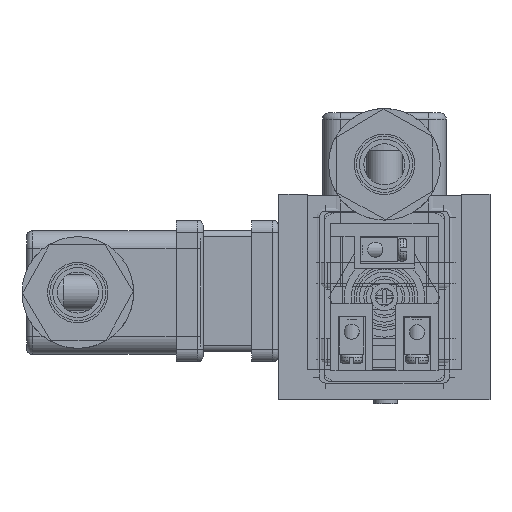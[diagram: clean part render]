
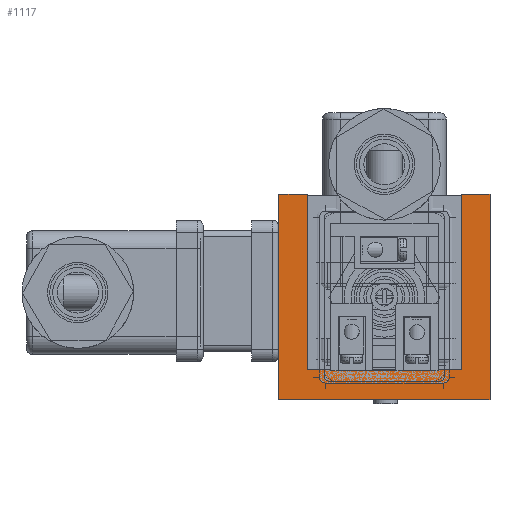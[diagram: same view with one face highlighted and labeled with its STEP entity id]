
A CAD part, front view. The second image highlights one B-rep face of the part: STEP entity #1117.
In plain terms, the highlighted planar face has unit normal (0, -1, 0).
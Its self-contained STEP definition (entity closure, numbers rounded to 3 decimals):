
#1117 = ADVANCED_FACE( '', ( #2432 ), #2433, .T. );
#2432 = FACE_OUTER_BOUND( '', #4051, .T. );
#2433 = PLANE( '', #4052 );
#4051 = EDGE_LOOP( '', ( #7149, #7150, #7151, #7152, #7153, #7154, #7155, #7156 ) );
#4052 = AXIS2_PLACEMENT_3D( '', #7157, #7158, #7159 );
#7149 = ORIENTED_EDGE( '', *, *, #10349, .F. );
#7150 = ORIENTED_EDGE( '', *, *, #10167, .F. );
#7151 = ORIENTED_EDGE( '', *, *, #9806, .F. );
#7152 = ORIENTED_EDGE( '', *, *, #10350, .T. );
#7153 = ORIENTED_EDGE( '', *, *, #10113, .T. );
#7154 = ORIENTED_EDGE( '', *, *, #9212, .T. );
#7155 = ORIENTED_EDGE( '', *, *, #10351, .T. );
#7156 = ORIENTED_EDGE( '', *, *, #10352, .T. );
#7157 = CARTESIAN_POINT( '', ( -17.5, 0., -17. ) );
#7158 = DIRECTION( '', ( 0., -1., 0. ) );
#7159 = DIRECTION( '', ( 0., 0., -1. ) );
#9212 = EDGE_CURVE( '', #10805, #10806, #10807, .T. );
#9806 = EDGE_CURVE( '', #11812, #11814, #11815, .T. );
#10113 = EDGE_CURVE( '', #12294, #10805, #12295, .T. );
#10167 = EDGE_CURVE( '', #11814, #12379, #12380, .T. );
#10349 = EDGE_CURVE( '', #12379, #12632, #12633, .T. );
#10350 = EDGE_CURVE( '', #11812, #12294, #12634, .T. );
#10351 = EDGE_CURVE( '', #10806, #12635, #12636, .T. );
#10352 = EDGE_CURVE( '', #12635, #12632, #12637, .T. );
#10805 = VERTEX_POINT( '', #13148 );
#10806 = VERTEX_POINT( '', #13149 );
#10807 = LINE( '', #13150, #13151 );
#11812 = VERTEX_POINT( '', #14714 );
#11814 = VERTEX_POINT( '', #14717 );
#11815 = LINE( '', #14718, #14719 );
#12294 = VERTEX_POINT( '', #15715 );
#12295 = LINE( '', #15716, #15717 );
#12379 = VERTEX_POINT( '', #15906 );
#12380 = LINE( '', #15907, #15908 );
#12632 = VERTEX_POINT( '', #16348 );
#12633 = LINE( '', #16349, #16350 );
#12634 = LINE( '', #16351, #16352 );
#12635 = VERTEX_POINT( '', #16353 );
#12636 = LINE( '', #16354, #16355 );
#12637 = LINE( '', #16356, #16357 );
#13148 = CARTESIAN_POINT( '', ( -17.5, 0., -17. ) );
#13149 = CARTESIAN_POINT( '', ( 17.5, 0., -17. ) );
#13150 = CARTESIAN_POINT( '', ( -17.5, 0., -17. ) );
#13151 = VECTOR( '', #17169, 1000. );
#14714 = CARTESIAN_POINT( '', ( -12.75, 0., 17. ) );
#14717 = CARTESIAN_POINT( '', ( -12.75, 0., -12. ) );
#14718 = CARTESIAN_POINT( '', ( -12.75, 0., -17. ) );
#14719 = VECTOR( '', #17651, 1000. );
#15715 = CARTESIAN_POINT( '', ( -17.5, 0., 17. ) );
#15716 = CARTESIAN_POINT( '', ( -17.5, 0., 17. ) );
#15717 = VECTOR( '', #17828, 1000. );
#15906 = CARTESIAN_POINT( '', ( 12.75, 0., -12. ) );
#15907 = CARTESIAN_POINT( '', ( -12.75, 0., -12. ) );
#15908 = VECTOR( '', #17835, 1000. );
#16348 = CARTESIAN_POINT( '', ( 12.75, 0., 17. ) );
#16349 = CARTESIAN_POINT( '', ( 12.75, 0., -17. ) );
#16350 = VECTOR( '', #17983, 1000. );
#16351 = CARTESIAN_POINT( '', ( 17.5, 0., 17. ) );
#16352 = VECTOR( '', #17984, 1000. );
#16353 = CARTESIAN_POINT( '', ( 17.5, 0., 17. ) );
#16354 = CARTESIAN_POINT( '', ( 17.5, 0., -17. ) );
#16355 = VECTOR( '', #17985, 1000. );
#16356 = CARTESIAN_POINT( '', ( 17.5, 0., 17. ) );
#16357 = VECTOR( '', #17986, 1000. );
#17169 = DIRECTION( '', ( 1., 0., 0. ) );
#17651 = DIRECTION( '', ( 0., 0., -1. ) );
#17828 = DIRECTION( '', ( 0., 0., -1. ) );
#17835 = DIRECTION( '', ( 1., 0., 0. ) );
#17983 = DIRECTION( '', ( 0., 0., 1. ) );
#17984 = DIRECTION( '', ( -1., 0., 0. ) );
#17985 = DIRECTION( '', ( 0., 0., 1. ) );
#17986 = DIRECTION( '', ( -1., 0., 0. ) );
